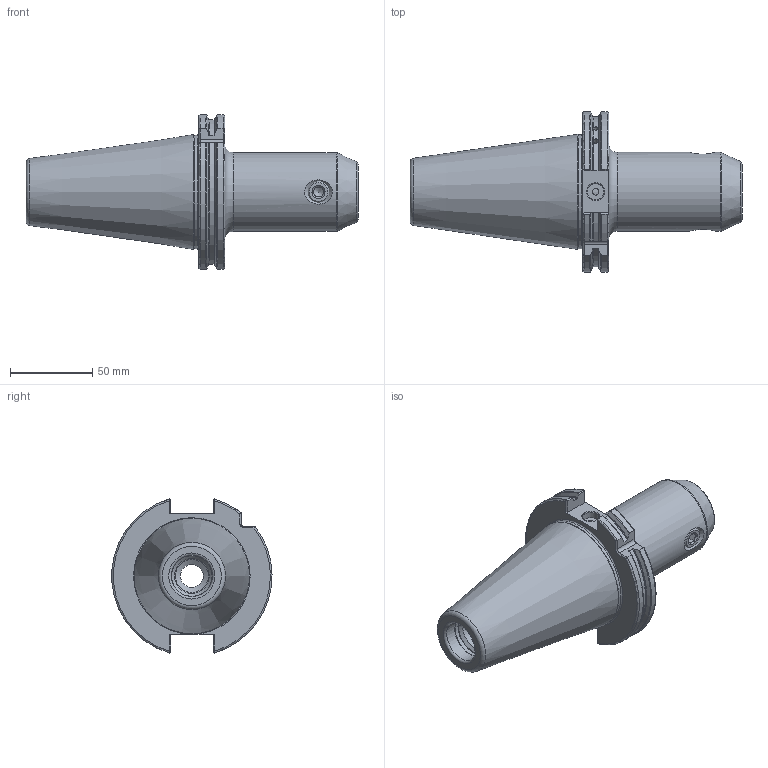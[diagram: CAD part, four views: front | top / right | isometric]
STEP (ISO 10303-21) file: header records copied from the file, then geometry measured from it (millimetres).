
FILE_DESCRIPTION(/* description */ (''),/* implementation_level */ '2;1');
FILE_NAME(/* name */ 'SK50-SLA16-100.stp',/* time_stamp */ '2023-04-18T11:49:46+08:00',/* author */ ('Administrator'),/* organization */ (''),/* preprocessor_version */ 'ST-DEVELOPER v18.1',/* originating_system */ 'Autodesk Inventor 2022',/* authorisation */ '');
FILE_SCHEMA (('AUTOMOTIVE_DESIGN { 1 0 10303 214 3 1 1 }'));
Length unit declared in the file: millimetre
Products named in the file (3): SK50-SLA16-100; SK50-SLA16-100_1; 侧固刀柄专用紧固螺钉   M14x
16
Assembly tree (2 placements, depth 2):
  SK50-SLA16-100
    SK50-SLA16-100_1
    侧固刀柄专用紧固螺钉   M14x
16
Bounding box: 201.75 x 97.32 x 93.62 mm (x, y, z)
Volume: 448881 mm3; surface area: 59991.7 mm2
Topology: 2 solids, 2 shells, 159 faces, 425 edges, 271 vertices
Faces by surface type: plane 50, cylinder 38, cone 29, torus 25, bspline 16, sphere 1
Full cylindrical faces by diameter (mm): 3.5 x4, 6 x1, 10 x1, 12 x1, 14 x2, 14.5 x1, 16 x1, 17 x1, 20 x1, 21 x1, 25 x1, 25.6 x1, 48 x1, 69.25 x1
Entity records: 6184 total; most frequent: CARTESIAN_POINT 2344, ORIENTED_EDGE 836, DIRECTION 723, EDGE_CURVE 418, AXIS2_PLACEMENT_3D 281, VERTEX_POINT 271, EDGE_LOOP 171, LINE 161
